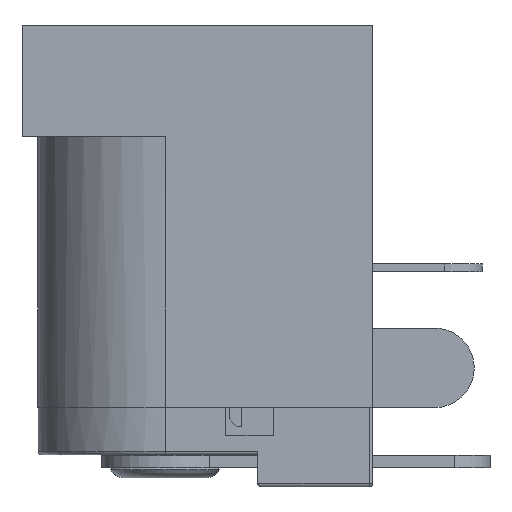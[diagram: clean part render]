
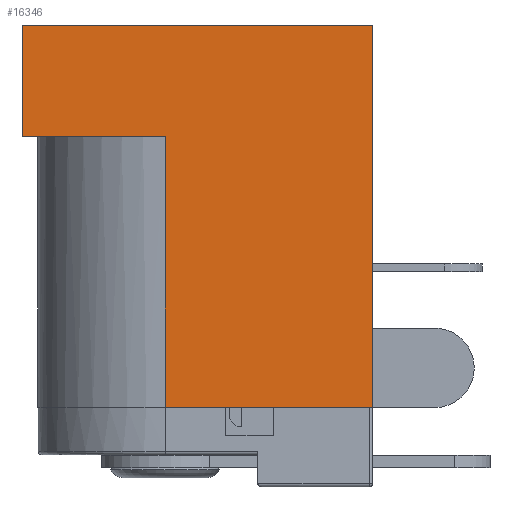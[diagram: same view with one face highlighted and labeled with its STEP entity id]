
A CAD part, left-side view. The second image highlights one B-rep face of the part: STEP entity #16346.
In plain terms, the highlighted planar face has unit normal (-1, 0, 0).
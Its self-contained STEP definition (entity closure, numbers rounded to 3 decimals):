
#1101 = PLANE('',#1102);
#1102 = AXIS2_PLACEMENT_3D('',#1103,#1104,#1105);
#1103 = CARTESIAN_POINT('',(0.,-2.022,0.)
  );
#1104 = DIRECTION('',(0.,0.,1.));
#1105 = DIRECTION('',(1.,0.,0.));
#2132 = PLANE('',#2133);
#2133 = AXIS2_PLACEMENT_3D('',#2134,#2135,#2136);
#2134 = CARTESIAN_POINT('',(-4.25,0.,0.));
#2135 = DIRECTION('',(0.,1.,0.));
#2136 = DIRECTION('',(0.,0.,1.));
#2258 = PLANE('',#2259);
#2259 = AXIS2_PLACEMENT_3D('',#2260,#2261,#2262);
#2260 = CARTESIAN_POINT('',(0.,-6.5,0.));
#2261 = DIRECTION('',(0.,-1.,0.));
#2262 = DIRECTION('',(0.,0.,-1.));
#14977 = VERTEX_POINT('',#14978);
#14978 = CARTESIAN_POINT('',(-4.5,-6.5,0.));
#14999 = EDGE_CURVE('',#15000,#14977,#15002,.T.);
#15000 = VERTEX_POINT('',#15001);
#15001 = CARTESIAN_POINT('',(-4.5,0.,0.));
#15002 = SURFACE_CURVE('',#15003,(#15007,#15014),.PCURVE_S1.);
#15003 = LINE('',#15004,#15005);
#15004 = CARTESIAN_POINT('',(-4.5,0.,0.));
#15005 = VECTOR('',#15006,1.);
#15006 = DIRECTION('',(0.,-1.,0.));
#15007 = PCURVE('',#1101,#15008);
#15008 = DEFINITIONAL_REPRESENTATION('',(#15009),#15013);
#15009 = LINE('',#15010,#15011);
#15010 = CARTESIAN_POINT('',(-4.5,2.022));
#15011 = VECTOR('',#15012,1.);
#15012 = DIRECTION('',(0.,-1.));
#15013 = ( GEOMETRIC_REPRESENTATION_CONTEXT(2) 
PARAMETRIC_REPRESENTATION_CONTEXT() REPRESENTATION_CONTEXT('2D SPACE',''
  ) );
#15014 = PCURVE('',#15015,#15020);
#15015 = PLANE('',#15016);
#15016 = AXIS2_PLACEMENT_3D('',#15017,#15018,#15019);
#15017 = CARTESIAN_POINT('',(-4.5,-3.25,0.));
#15018 = DIRECTION('',(-1.,0.,0.));
#15019 = DIRECTION('',(0.,0.,-1.));
#15020 = DEFINITIONAL_REPRESENTATION('',(#15021),#15025);
#15021 = LINE('',#15022,#15023);
#15022 = CARTESIAN_POINT('',(0.,-3.25));
#15023 = VECTOR('',#15024,1.);
#15024 = DIRECTION('',(0.,1.));
#15025 = ( GEOMETRIC_REPRESENTATION_CONTEXT(2) 
PARAMETRIC_REPRESENTATION_CONTEXT() REPRESENTATION_CONTEXT('2D SPACE',''
  ) );
#15668 = PLANE('',#15669);
#15669 = AXIS2_PLACEMENT_3D('',#15670,#15671,#15672);
#15670 = CARTESIAN_POINT('',(0.,-1.,8.5));
#15671 = DIRECTION('',(0.,0.,1.));
#15672 = DIRECTION('',(0.,1.,0.));
#15696 = PLANE('',#15697);
#15697 = AXIS2_PLACEMENT_3D('',#15698,#15699,#15700);
#15698 = CARTESIAN_POINT('',(0.,4.5,8.5));
#15699 = DIRECTION('',(0.,1.,0.));
#15700 = DIRECTION('',(0.,0.,1.));
#15724 = PLANE('',#15725);
#15725 = AXIS2_PLACEMENT_3D('',#15726,#15727,#15728);
#15726 = CARTESIAN_POINT('',(0.,-1.,12.));
#15727 = DIRECTION('',(0.,0.,1.));
#15728 = DIRECTION('',(0.,1.,0.));
#16128 = VERTEX_POINT('',#16129);
#16129 = CARTESIAN_POINT('',(-4.5,4.5,12.));
#16152 = VERTEX_POINT('',#16153);
#16153 = CARTESIAN_POINT('',(-4.5,4.5,8.5));
#16174 = EDGE_CURVE('',#16152,#16128,#16175,.T.);
#16175 = SURFACE_CURVE('',#16176,(#16180,#16187),.PCURVE_S1.);
#16176 = LINE('',#16177,#16178);
#16177 = CARTESIAN_POINT('',(-4.5,4.5,8.5));
#16178 = VECTOR('',#16179,1.);
#16179 = DIRECTION('',(0.,0.,1.));
#16180 = PCURVE('',#15696,#16181);
#16181 = DEFINITIONAL_REPRESENTATION('',(#16182),#16186);
#16182 = LINE('',#16183,#16184);
#16183 = CARTESIAN_POINT('',(0.,-4.5));
#16184 = VECTOR('',#16185,1.);
#16185 = DIRECTION('',(1.,0.));
#16186 = ( GEOMETRIC_REPRESENTATION_CONTEXT(2) 
PARAMETRIC_REPRESENTATION_CONTEXT() REPRESENTATION_CONTEXT('2D SPACE',''
  ) );
#16187 = PCURVE('',#15015,#16188);
#16188 = DEFINITIONAL_REPRESENTATION('',(#16189),#16193);
#16189 = LINE('',#16190,#16191);
#16190 = CARTESIAN_POINT('',(-8.5,-7.75));
#16191 = VECTOR('',#16192,1.);
#16192 = DIRECTION('',(-1.,0.));
#16193 = ( GEOMETRIC_REPRESENTATION_CONTEXT(2) 
PARAMETRIC_REPRESENTATION_CONTEXT() REPRESENTATION_CONTEXT('2D SPACE',''
  ) );
#16202 = VERTEX_POINT('',#16203);
#16203 = CARTESIAN_POINT('',(-4.5,-6.5,12.));
#16226 = EDGE_CURVE('',#16202,#16128,#16227,.T.);
#16227 = SURFACE_CURVE('',#16228,(#16232,#16239),.PCURVE_S1.);
#16228 = LINE('',#16229,#16230);
#16229 = CARTESIAN_POINT('',(-4.5,-6.5,12.));
#16230 = VECTOR('',#16231,1.);
#16231 = DIRECTION('',(0.,1.,0.));
#16232 = PCURVE('',#15724,#16233);
#16233 = DEFINITIONAL_REPRESENTATION('',(#16234),#16238);
#16234 = LINE('',#16235,#16236);
#16235 = CARTESIAN_POINT('',(-5.5,4.5));
#16236 = VECTOR('',#16237,1.);
#16237 = DIRECTION('',(1.,0.));
#16238 = ( GEOMETRIC_REPRESENTATION_CONTEXT(2) 
PARAMETRIC_REPRESENTATION_CONTEXT() REPRESENTATION_CONTEXT('2D SPACE',''
  ) );
#16239 = PCURVE('',#15015,#16240);
#16240 = DEFINITIONAL_REPRESENTATION('',(#16241),#16245);
#16241 = LINE('',#16242,#16243);
#16242 = CARTESIAN_POINT('',(-12.,3.25));
#16243 = VECTOR('',#16244,1.);
#16244 = DIRECTION('',(0.,-1.));
#16245 = ( GEOMETRIC_REPRESENTATION_CONTEXT(2) 
PARAMETRIC_REPRESENTATION_CONTEXT() REPRESENTATION_CONTEXT('2D SPACE',''
  ) );
#16251 = VERTEX_POINT('',#16252);
#16252 = CARTESIAN_POINT('',(-4.5,0.,8.5));
#16275 = EDGE_CURVE('',#16251,#16152,#16276,.T.);
#16276 = SURFACE_CURVE('',#16277,(#16281,#16288),.PCURVE_S1.);
#16277 = LINE('',#16278,#16279);
#16278 = CARTESIAN_POINT('',(-4.5,-6.5,8.5));
#16279 = VECTOR('',#16280,1.);
#16280 = DIRECTION('',(0.,1.,0.));
#16281 = PCURVE('',#15668,#16282);
#16282 = DEFINITIONAL_REPRESENTATION('',(#16283),#16287);
#16283 = LINE('',#16284,#16285);
#16284 = CARTESIAN_POINT('',(-5.5,4.5));
#16285 = VECTOR('',#16286,1.);
#16286 = DIRECTION('',(1.,0.));
#16287 = ( GEOMETRIC_REPRESENTATION_CONTEXT(2) 
PARAMETRIC_REPRESENTATION_CONTEXT() REPRESENTATION_CONTEXT('2D SPACE',''
  ) );
#16288 = PCURVE('',#15015,#16289);
#16289 = DEFINITIONAL_REPRESENTATION('',(#16290),#16294);
#16290 = LINE('',#16291,#16292);
#16291 = CARTESIAN_POINT('',(-8.5,3.25));
#16292 = VECTOR('',#16293,1.);
#16293 = DIRECTION('',(0.,-1.));
#16294 = ( GEOMETRIC_REPRESENTATION_CONTEXT(2) 
PARAMETRIC_REPRESENTATION_CONTEXT() REPRESENTATION_CONTEXT('2D SPACE',''
  ) );
#16346 = ADVANCED_FACE('',(#16347),#15015,.T.);
#16347 = FACE_BOUND('',#16348,.T.);
#16348 = EDGE_LOOP('',(#16349,#16370,#16371,#16372,#16373,#16394));
#16349 = ORIENTED_EDGE('',*,*,#16350,.T.);
#16350 = EDGE_CURVE('',#14977,#16202,#16351,.T.);
#16351 = SURFACE_CURVE('',#16352,(#16356,#16363),.PCURVE_S1.);
#16352 = LINE('',#16353,#16354);
#16353 = CARTESIAN_POINT('',(-4.5,-6.5,0.));
#16354 = VECTOR('',#16355,1.);
#16355 = DIRECTION('',(0.,0.,1.));
#16356 = PCURVE('',#15015,#16357);
#16357 = DEFINITIONAL_REPRESENTATION('',(#16358),#16362);
#16358 = LINE('',#16359,#16360);
#16359 = CARTESIAN_POINT('',(0.,3.25));
#16360 = VECTOR('',#16361,1.);
#16361 = DIRECTION('',(-1.,0.));
#16362 = ( GEOMETRIC_REPRESENTATION_CONTEXT(2) 
PARAMETRIC_REPRESENTATION_CONTEXT() REPRESENTATION_CONTEXT('2D SPACE',''
  ) );
#16363 = PCURVE('',#2258,#16364);
#16364 = DEFINITIONAL_REPRESENTATION('',(#16365),#16369);
#16365 = LINE('',#16366,#16367);
#16366 = CARTESIAN_POINT('',(0.,-4.5));
#16367 = VECTOR('',#16368,1.);
#16368 = DIRECTION('',(-1.,0.));
#16369 = ( GEOMETRIC_REPRESENTATION_CONTEXT(2) 
PARAMETRIC_REPRESENTATION_CONTEXT() REPRESENTATION_CONTEXT('2D SPACE',''
  ) );
#16370 = ORIENTED_EDGE('',*,*,#16226,.T.);
#16371 = ORIENTED_EDGE('',*,*,#16174,.F.);
#16372 = ORIENTED_EDGE('',*,*,#16275,.F.);
#16373 = ORIENTED_EDGE('',*,*,#16374,.F.);
#16374 = EDGE_CURVE('',#15000,#16251,#16375,.T.);
#16375 = SURFACE_CURVE('',#16376,(#16380,#16387),.PCURVE_S1.);
#16376 = LINE('',#16377,#16378);
#16377 = CARTESIAN_POINT('',(-4.5,0.,0.));
#16378 = VECTOR('',#16379,1.);
#16379 = DIRECTION('',(0.,0.,1.));
#16380 = PCURVE('',#15015,#16381);
#16381 = DEFINITIONAL_REPRESENTATION('',(#16382),#16386);
#16382 = LINE('',#16383,#16384);
#16383 = CARTESIAN_POINT('',(0.,-3.25));
#16384 = VECTOR('',#16385,1.);
#16385 = DIRECTION('',(-1.,0.));
#16386 = ( GEOMETRIC_REPRESENTATION_CONTEXT(2) 
PARAMETRIC_REPRESENTATION_CONTEXT() REPRESENTATION_CONTEXT('2D SPACE',''
  ) );
#16387 = PCURVE('',#2132,#16388);
#16388 = DEFINITIONAL_REPRESENTATION('',(#16389),#16393);
#16389 = LINE('',#16390,#16391);
#16390 = CARTESIAN_POINT('',(0.,-0.25));
#16391 = VECTOR('',#16392,1.);
#16392 = DIRECTION('',(1.,0.));
#16393 = ( GEOMETRIC_REPRESENTATION_CONTEXT(2) 
PARAMETRIC_REPRESENTATION_CONTEXT() REPRESENTATION_CONTEXT('2D SPACE',''
  ) );
#16394 = ORIENTED_EDGE('',*,*,#14999,.T.);
